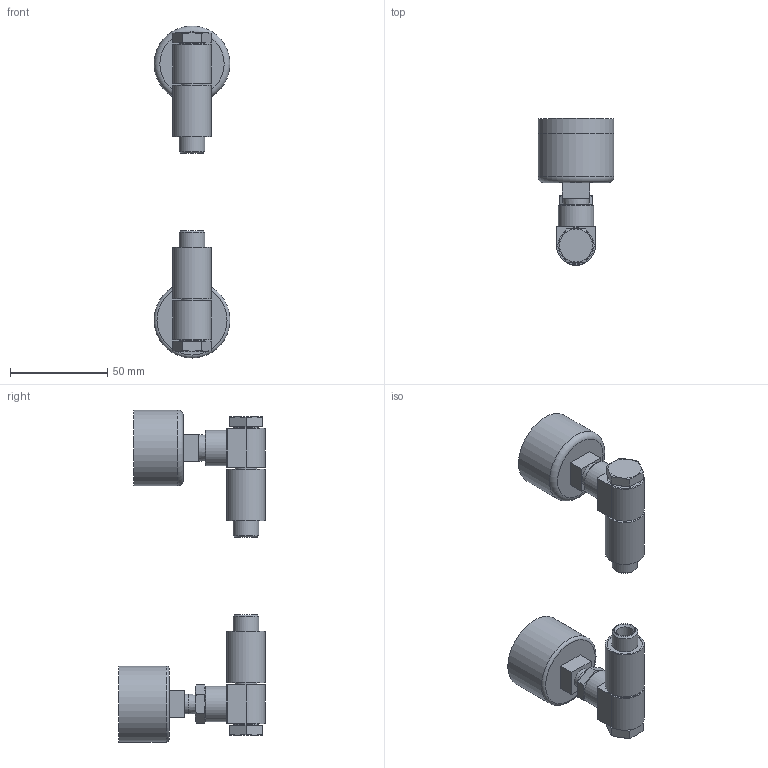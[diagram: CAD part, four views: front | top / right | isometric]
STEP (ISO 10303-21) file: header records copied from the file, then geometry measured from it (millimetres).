
FILE_DESCRIPTION(/* description */ ('STEP AP214'),/* implementation_level */ '2;1');
FILE_NAME(/* name */ '526099_DPA-100-16-MA-SET',/* time_stamp */ '2024-08-20T18:54:05+02:00',/* author */ ('License CC BY-ND 4.0'),/* organization */ ('CADENAS'),/* preprocessor_version */ 'ST-DEVELOPER v19.3',/* originating_system */ 'PARTsolutions',/* authorisation */ ' ');
FILE_SCHEMA (('AUTOMOTIVE_DESIGN {1 0 10303 214 3 1 1}'));
Length unit declared in the file: millimetre
Products named in the file (7): 526099 DPA-100-16-MA-SET; 338850 LJK-1/4  (100-16)p; 2335 VT-1/4-3 (100-16)p; 388180 DPA-100-16p; 8030308 NPFC-R-G14-G18-MF; 187080 MA-40-16-R1/4-EN; 526167 MA-40-25-1/8-EN
Assembly tree (9 placements, depth 2):
  526099 DPA-100-16-MA-SET
    338850 LJK-1/4  (100-16)p  x2
    2335 VT-1/4-3 (100-16)p  x2
    388180 DPA-100-16p  x2
    8030308 NPFC-R-G14-G18-MF
    187080 MA-40-16-R1/4-EN
    526167 MA-40-25-1/8-EN
Bounding box: 39 x 75.5 x 170.6 mm (x, y, z)
Volume: 98081.3 mm3; surface area: 36120.8 mm2
Topology: 9 solids, 9 shells, 192 faces, 389 edges, 237 vertices
Faces by surface type: plane 72, cylinder 53, cone 51, torus 16
Full cylindrical faces by diameter (mm): 5 x12, 8.5 x2, 8.566 x1, 10.2 x1, 11.3 x6, 11.445 x2, 13.157 x9, 13.2 x2, 18.2 x2, 18.3 x6, 20 x2, 39 x2
Entity records: 3319 total; most frequent: CARTESIAN_POINT 785, DIRECTION 494, ORIENTED_EDGE 382, AXIS2_PLACEMENT_3D 220, FACE_BOUND 209, EDGE_LOOP 208, EDGE_CURVE 191, VERTEX_POINT 148
